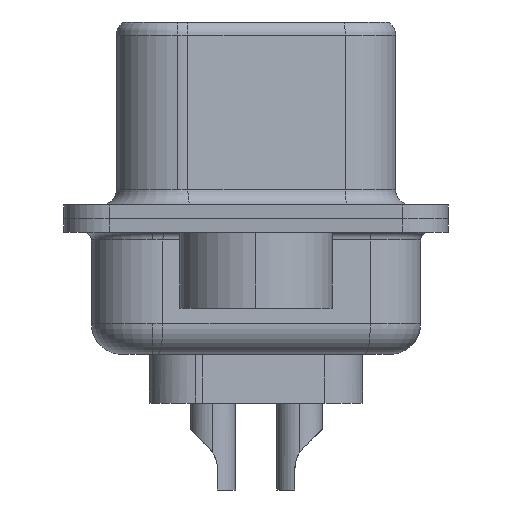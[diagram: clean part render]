
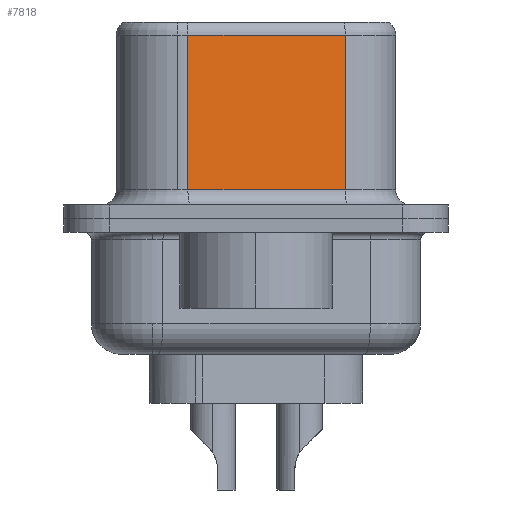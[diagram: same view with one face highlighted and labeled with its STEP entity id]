
A CAD part, left-side view. The second image highlights one B-rep face of the part: STEP entity #7818.
In plain terms, the highlighted planar face has unit normal (-0.985, -0.174, 0).
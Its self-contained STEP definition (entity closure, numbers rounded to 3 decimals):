
#44 = EDGE_CURVE ( 'NONE', #2395, #8008, #22424, .T. ) ;
#613 = VECTOR ( 'NONE', #8551, 1000. ) ;
#752 = CARTESIAN_POINT ( 'NONE',  ( 4.58, -2.927, 0.95 ) ) ;
#1231 = EDGE_CURVE ( 'NONE', #8008, #17814, #21350, .T. ) ;
#1262 = CARTESIAN_POINT ( 'NONE',  ( 3.67, 2.233, 6.02 ) ) ;
#1275 = EDGE_CURVE ( 'NONE', #17814, #7095, #10800, .T. ) ;
#1555 = CARTESIAN_POINT ( 'NONE',  ( 4.58, -2.927, 6.02 ) ) ;
#2395 = VERTEX_POINT ( 'NONE', #3153 ) ;
#2417 = ORIENTED_EDGE ( 'NONE', *, *, #1231, .T. ) ;
#2789 = VECTOR ( 'NONE', #9300, 1000. ) ;
#3153 = CARTESIAN_POINT ( 'NONE',  ( 4.58, -2.927, 6.02 ) ) ;
#3955 = CARTESIAN_POINT ( 'NONE',  ( 3.67, 2.233, 0.95 ) ) ;
#4657 = ORIENTED_EDGE ( 'NONE', *, *, #1275, .T. ) ;
#5212 = LINE ( 'NONE', #6481, #613 ) ;
#6481 = CARTESIAN_POINT ( 'NONE',  ( 4.58, -2.927, 6.52 ) ) ;
#6710 = EDGE_CURVE ( 'NONE', #2395, #7095, #5212, .T. ) ;
#7095 = VERTEX_POINT ( 'NONE', #752 ) ;
#7215 = FACE_OUTER_BOUND ( 'NONE', #19780, .T. ) ;
#7784 = DIRECTION ( 'NONE',  ( -0.174, 0.985, 0. ) ) ;
#7818 = ADVANCED_FACE ( 'NONE', ( #7215 ), #16507, .F. ) ;
#8008 = VERTEX_POINT ( 'NONE', #1262 ) ;
#8372 = ORIENTED_EDGE ( 'NONE', *, *, #44, .T. ) ;
#8551 = DIRECTION ( 'NONE',  ( 0., 0., -1. ) ) ;
#8994 = AXIS2_PLACEMENT_3D ( 'NONE', #12730, #14910, #7784 ) ;
#9300 = DIRECTION ( 'NONE',  ( 0., 0., -1. ) ) ;
#10800 = LINE ( 'NONE', #12965, #17432 ) ;
#10901 = DIRECTION ( 'NONE',  ( 0.174, -0.985, 0. ) ) ;
#12730 = CARTESIAN_POINT ( 'NONE',  ( 4.58, -2.927, 6.52 ) ) ;
#12965 = CARTESIAN_POINT ( 'NONE',  ( 4.58, -2.927, 0.95 ) ) ;
#14910 = DIRECTION ( 'NONE',  ( 0.985, 0.174, 0. ) ) ;
#15437 = DIRECTION ( 'NONE',  ( -0.174, 0.985, 0. ) ) ;
#16507 = PLANE ( 'NONE',  #8994 ) ;
#17226 = VECTOR ( 'NONE', #15437, 1000. ) ;
#17432 = VECTOR ( 'NONE', #10901, 1000. ) ;
#17814 = VERTEX_POINT ( 'NONE', #3955 ) ;
#17903 = CARTESIAN_POINT ( 'NONE',  ( 3.67, 2.233, 6.52 ) ) ;
#19780 = EDGE_LOOP ( 'NONE', ( #20031, #8372, #2417, #4657 ) ) ;
#20031 = ORIENTED_EDGE ( 'NONE', *, *, #6710, .F. ) ;
#21350 = LINE ( 'NONE', #17903, #2789 ) ;
#22424 = LINE ( 'NONE', #1555, #17226 ) ;
